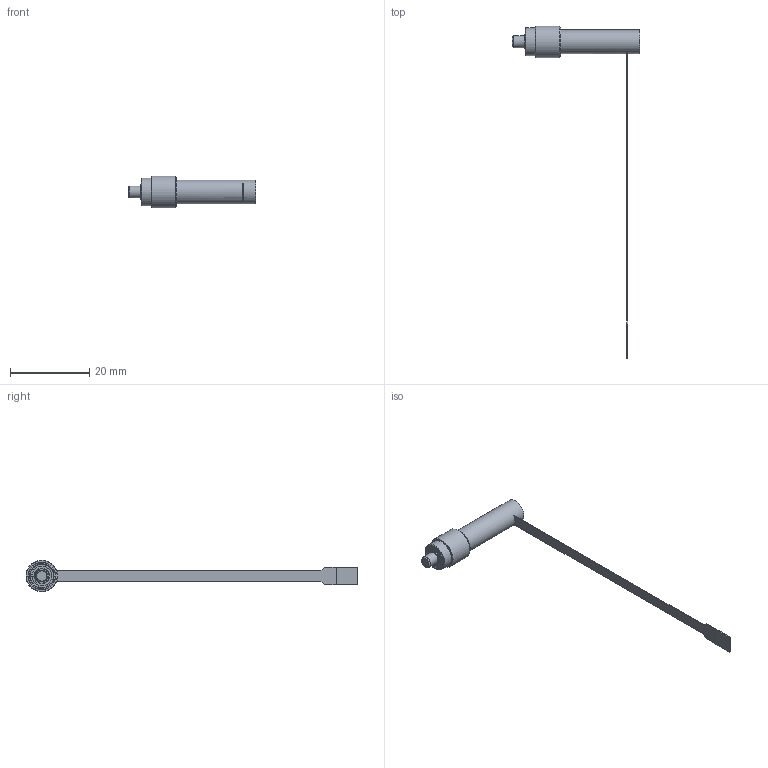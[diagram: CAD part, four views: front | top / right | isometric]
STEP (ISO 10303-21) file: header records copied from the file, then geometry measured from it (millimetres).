
FILE_DESCRIPTION(/* description */ (''),/* implementation_level */ '2;1');
FILE_NAME(/* name */ 'model_product_id125.stp',/* time_stamp */ '2021-03-31T15:24:50+02:00',/* author */ ('SD'),/* organization */ ('Micromotion GmbH Germany'),/* preprocessor_version */ 'ST-DEVELOPER v17.2',/* originating_system */ 'Autodesk Inventor 2019',/* authorisation */ '');
FILE_SCHEMA (('AUTOMOTIVE_DESIGN { 1 0 10303 214 3 1 1 }'));
Length unit declared in the file: millimetre
Products named in the file (1): model_product_id125
Bounding box: 32.3 x 84 x 8 mm (x, y, z)
Volume: 1053.6 mm3; surface area: 1230.5 mm2
Topology: 1 solids, 1 shells, 91 faces, 228 edges, 156 vertices
Faces by surface type: plane 68, cylinder 13, cone 6, torus 4
Full cylindrical faces by diameter (mm): 3 x2, 3.978 x1, 4.95 x1, 5.022 x1, 6 x2, 7 x2, 7.5 x1, 8 x1
Entity records: 2968 total; most frequent: CARTESIAN_POINT 504, DIRECTION 479, ORIENTED_EDGE 456, EDGE_CURVE 228, AXIS2_PLACEMENT_3D 163, VERTEX_POINT 156, LINE 153, VECTOR 153
